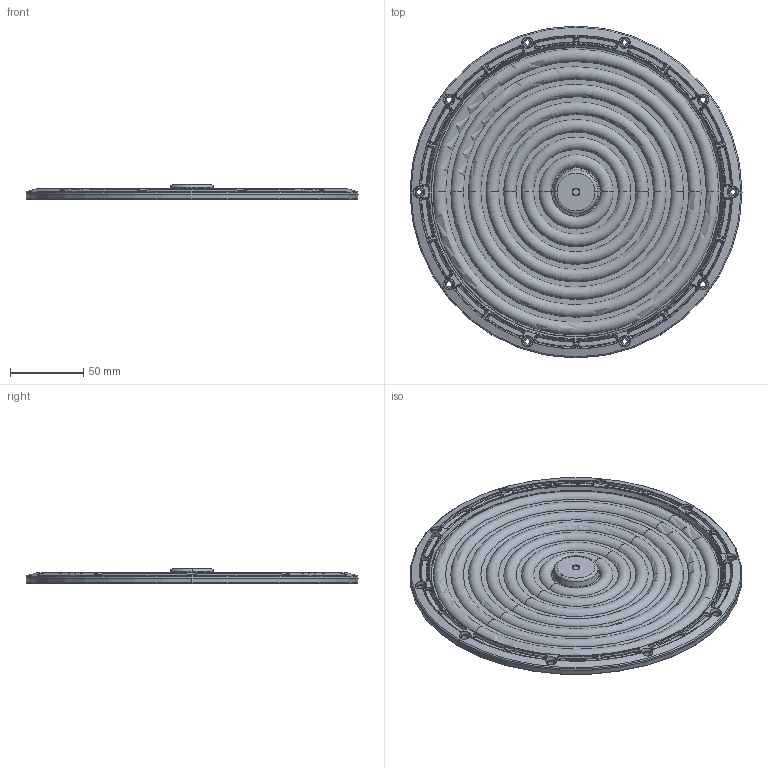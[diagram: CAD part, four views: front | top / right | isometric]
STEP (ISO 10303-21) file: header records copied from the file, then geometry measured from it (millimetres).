
FILE_DESCRIPTION (( 'STEP AP214' ), '1' );
FILE_NAME ('L353-4_UFO226-T90-B26-KH.STP', '2023-03-06T10:13:49', ( 'Windows 蚚誧' ), ( '' ), 'SwSTEP 2.0', 'SolidWorks 2019', '' );
FILE_SCHEMA (( 'AUTOMOTIVE_DESIGN' ));
Length unit declared in the file: millimetre
Products named in the file (1): L353-4_UFO226-T90-B26-KH
Bounding box: 226 x 226 x 9.8 mm (x, y, z)
Volume: 128166.8 mm3; surface area: 102415.5 mm2
Topology: 1 solids, 1 shells, 1008 faces, 2388 edges, 1427 vertices
Faces by surface type: bspline 375, torus 247, cone 146, plane 118, cylinder 82, sphere 40
Entity records: 55503 total; most frequent: CARTESIAN_POINT 35899, ORIENTED_EDGE 4776, DIRECTION 3070, EDGE_CURVE 2388, VERTEX_POINT 1427, AXIS2_PLACEMENT_3D 1420, B_SPLINE_CURVE_WITH_KNOTS 1155, EDGE_LOOP 1073
